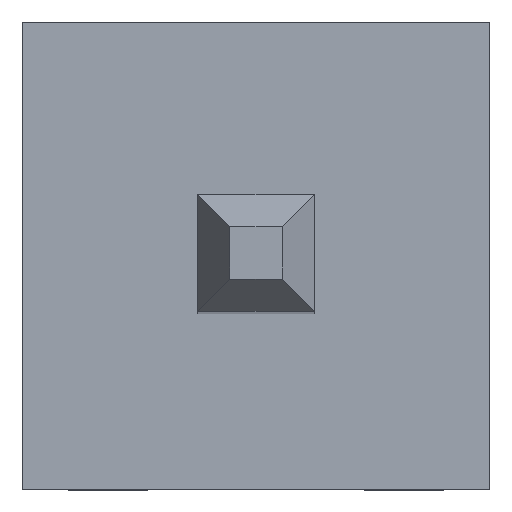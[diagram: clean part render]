
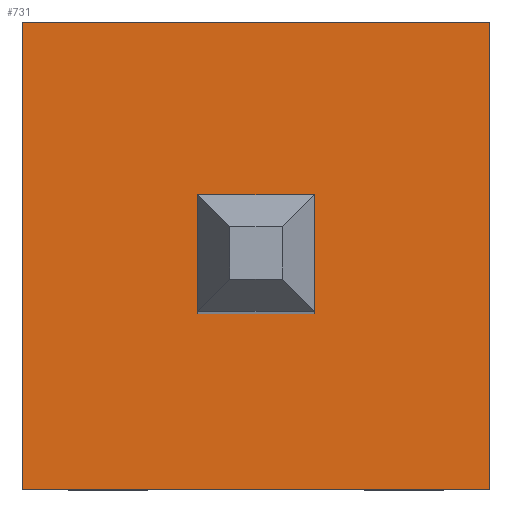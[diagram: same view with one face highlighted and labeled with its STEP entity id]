
A CAD part, top view. The second image highlights one B-rep face of the part: STEP entity #731.
In plain terms, the highlighted face is planar.
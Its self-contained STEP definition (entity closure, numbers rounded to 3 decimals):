
#463 = VERTEX_POINT('',#464);
#464 = CARTESIAN_POINT('',(-1.27,2.54,-1.27));
#470 = EDGE_CURVE('',#471,#463,#473,.T.);
#471 = VERTEX_POINT('',#472);
#472 = CARTESIAN_POINT('',(1.27,2.54,-1.27));
#473 = LINE('',#474,#475);
#474 = CARTESIAN_POINT('',(1.27,2.54,-1.27));
#475 = VECTOR('',#476,1.);
#476 = DIRECTION('',(-1.,0.,0.));
#528 = VERTEX_POINT('',#529);
#529 = CARTESIAN_POINT('',(1.27,2.54,1.27));
#535 = EDGE_CURVE('',#536,#528,#538,.T.);
#536 = VERTEX_POINT('',#537);
#537 = CARTESIAN_POINT('',(-1.27,2.54,1.27));
#538 = LINE('',#539,#540);
#539 = CARTESIAN_POINT('',(-1.27,2.54,1.27));
#540 = VECTOR('',#541,1.);
#541 = DIRECTION('',(1.,0.,0.));
#568 = VERTEX_POINT('',#569);
#569 = CARTESIAN_POINT('',(-0.318,2.54,-0.318));
#586 = VERTEX_POINT('',#587);
#587 = CARTESIAN_POINT('',(0.318,2.54,-0.318));
#593 = EDGE_CURVE('',#586,#568,#594,.T.);
#594 = LINE('',#595,#596);
#595 = CARTESIAN_POINT('',(0.318,2.54,-0.318));
#596 = VECTOR('',#597,1.);
#597 = DIRECTION('',(-1.,0.,0.));
#617 = VERTEX_POINT('',#618);
#618 = CARTESIAN_POINT('',(0.318,2.54,0.318));
#624 = EDGE_CURVE('',#617,#586,#625,.T.);
#625 = LINE('',#626,#627);
#626 = CARTESIAN_POINT('',(0.318,2.54,0.318));
#627 = VECTOR('',#628,1.);
#628 = DIRECTION('',(0.,0.,-1.));
#648 = VERTEX_POINT('',#649);
#649 = CARTESIAN_POINT('',(-0.318,2.54,0.318));
#655 = EDGE_CURVE('',#648,#617,#656,.T.);
#656 = LINE('',#657,#658);
#657 = CARTESIAN_POINT('',(-0.318,2.54,0.318));
#658 = VECTOR('',#659,1.);
#659 = DIRECTION('',(1.,0.,0.));
#677 = EDGE_CURVE('',#568,#648,#678,.T.);
#678 = LINE('',#679,#680);
#679 = CARTESIAN_POINT('',(-0.318,2.54,-0.318));
#680 = VECTOR('',#681,1.);
#681 = DIRECTION('',(0.,0.,1.));
#698 = EDGE_CURVE('',#463,#536,#699,.T.);
#699 = LINE('',#700,#701);
#700 = CARTESIAN_POINT('',(-1.27,2.54,-1.27));
#701 = VECTOR('',#702,1.);
#702 = DIRECTION('',(0.,0.,1.));
#720 = EDGE_CURVE('',#528,#471,#721,.T.);
#721 = LINE('',#722,#723);
#722 = CARTESIAN_POINT('',(1.27,2.54,1.27));
#723 = VECTOR('',#724,1.);
#724 = DIRECTION('',(0.,0.,-1.));
#731 = ADVANCED_FACE('',(#732,#738),#744,.T.);
#732 = FACE_BOUND('',#733,.T.);
#733 = EDGE_LOOP('',(#734,#735,#736,#737));
#734 = ORIENTED_EDGE('',*,*,#593,.F.);
#735 = ORIENTED_EDGE('',*,*,#624,.F.);
#736 = ORIENTED_EDGE('',*,*,#655,.F.);
#737 = ORIENTED_EDGE('',*,*,#677,.F.);
#738 = FACE_BOUND('',#739,.T.);
#739 = EDGE_LOOP('',(#740,#741,#742,#743));
#740 = ORIENTED_EDGE('',*,*,#470,.T.);
#741 = ORIENTED_EDGE('',*,*,#698,.T.);
#742 = ORIENTED_EDGE('',*,*,#535,.T.);
#743 = ORIENTED_EDGE('',*,*,#720,.T.);
#744 = PLANE('',#745);
#745 = AXIS2_PLACEMENT_3D('',#746,#747,#748);
#746 = CARTESIAN_POINT('',(0.,2.54,0.));
#747 = DIRECTION('',(0.,1.,0.));
#748 = DIRECTION('',(0.,-0.,1.));
